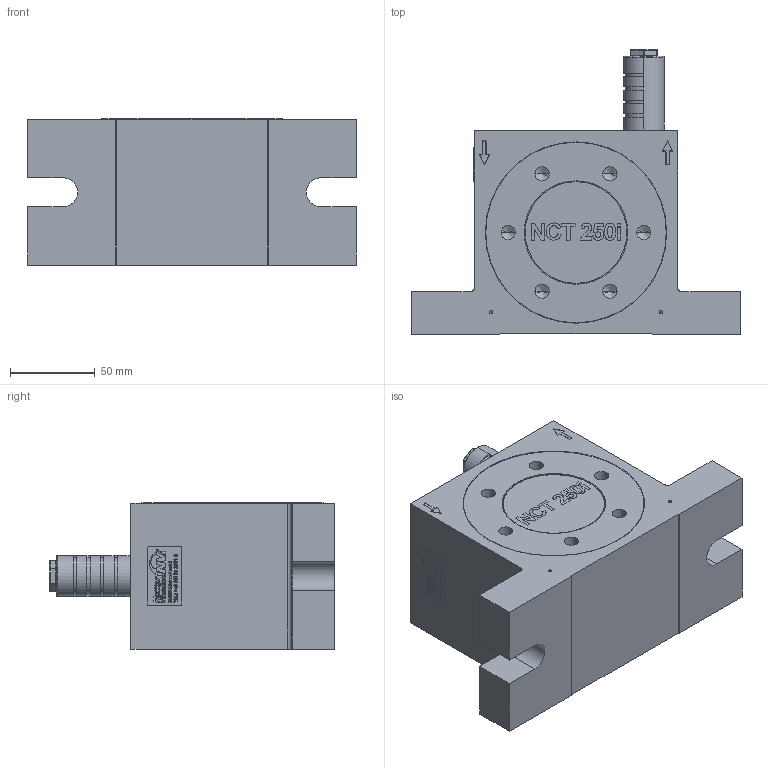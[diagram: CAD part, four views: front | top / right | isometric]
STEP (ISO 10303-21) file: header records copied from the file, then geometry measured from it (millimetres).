
FILE_DESCRIPTION (( 'STEP AP214' ), '1' );
FILE_NAME ('NCT 250i Turbinenvibrator #02780100.STEP', '2022-03-01T12:55:46', ( '' ), ( '' ), 'SwSTEP 2.0', 'SolidWorks 2015', '' );
FILE_SCHEMA (( 'AUTOMOTIVE_DESIGN' ));
Length unit declared in the file: millimetre
Products named in the file (1): NCT 250i Turbinenvibrator #02780100
Bounding box: 194 x 168 x 86.25 mm (x, y, z)
Volume: 1487448.3 mm3; surface area: 132296 mm2
Topology: 6 solids, 6 shells, 341 faces, 1523 edges, 1303 vertices
Faces by surface type: plane 211, cylinder 77, cone 26, torus 19, sphere 8
Entity records: 21964 total; most frequent: CARTESIAN_POINT 9054, ORIENTED_EDGE 2998, DIRECTION 1906, EDGE_CURVE 1499, VERTEX_POINT 1303, VECTOR 806, LINE 806, AXIS2_PLACEMENT_3D 550
